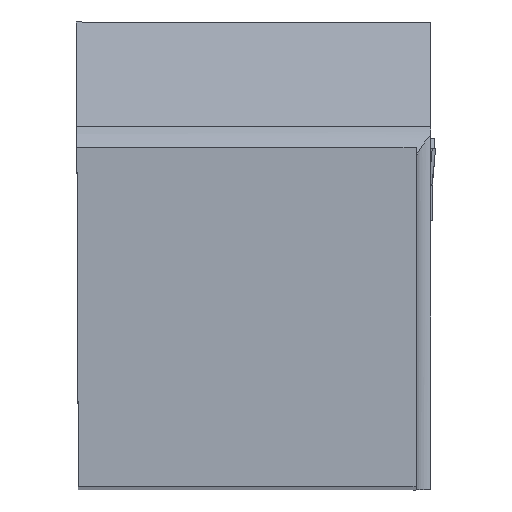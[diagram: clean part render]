
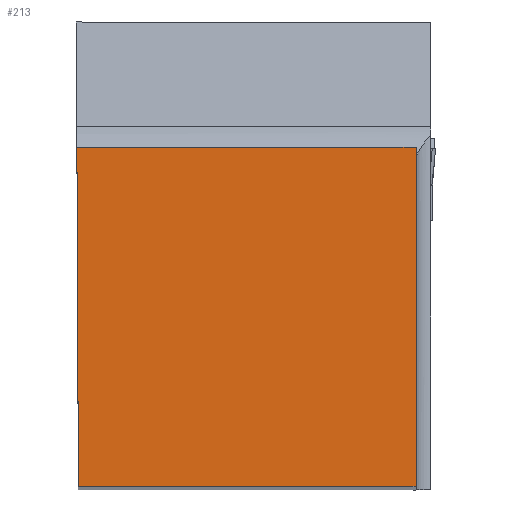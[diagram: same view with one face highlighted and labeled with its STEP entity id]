
A CAD part, top view. The second image highlights one B-rep face of the part: STEP entity #213.
In plain terms, the highlighted planar face has unit normal (0, 0, 1).
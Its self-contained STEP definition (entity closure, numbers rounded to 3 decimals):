
#213=ADVANCED_FACE('CU_BACK_SU1',(#336),#284,.F.);
#284=PLANE('',#1626);
#336=FACE_OUTER_BOUND('',#411,.T.);
#411=EDGE_LOOP('',(#591,#592,#593,#594));
#591=ORIENTED_EDGE('',*,*,#1062,.T.);
#592=ORIENTED_EDGE('',*,*,#1101,.F.);
#593=ORIENTED_EDGE('',*,*,#1075,.T.);
#594=ORIENTED_EDGE('',*,*,#1065,.T.);
#920=VERTEX_POINT('',#2109);
#921=VERTEX_POINT('',#2111);
#923=VERTEX_POINT('',#2117);
#931=VERTEX_POINT('',#2136);
#1062=EDGE_CURVE('',#921,#920,#1260,.T.);
#1065=EDGE_CURVE('',#923,#921,#1263,.T.);
#1075=EDGE_CURVE('',#931,#923,#1271,.T.);
#1101=EDGE_CURVE('',#931,#920,#1292,.T.);
#1260=LINE('',#2110,#1410);
#1263=LINE('',#2116,#1413);
#1271=LINE('',#2135,#1421);
#1292=LINE('',#2213,#1442);
#1410=VECTOR('',#1749,1.);
#1413=VECTOR('',#1754,1.);
#1421=VECTOR('',#1768,1.);
#1442=VECTOR('',#1819,1.);
#1626=AXIS2_PLACEMENT_3D('',#2214,#1820,#1821);
#1749=DIRECTION('',(1.,0.,0.));
#1754=DIRECTION('',(0.004,-1.,0.));
#1768=DIRECTION('',(-1.,0.,0.));
#1819=DIRECTION('',(0.,-1.,0.));
#1820=DIRECTION('',(0.,0.,-1.));
#1821=DIRECTION('',(0.,-1.,0.));
#2109=CARTESIAN_POINT('',(19.875,0.,0.));
#2110=CARTESIAN_POINT('',(-22.994,0.,0.));
#2111=CARTESIAN_POINT('',(0.087,0.,0.));
#2116=CARTESIAN_POINT('',(-0.088,39.975,0.));
#2117=CARTESIAN_POINT('',(0.,19.875,0.));
#2135=CARTESIAN_POINT('',(-22.994,19.875,0.));
#2136=CARTESIAN_POINT('',(19.875,19.875,0.));
#2213=CARTESIAN_POINT('',(19.875,39.875,0.));
#2214=CARTESIAN_POINT('',(-22.994,39.875,0.));
